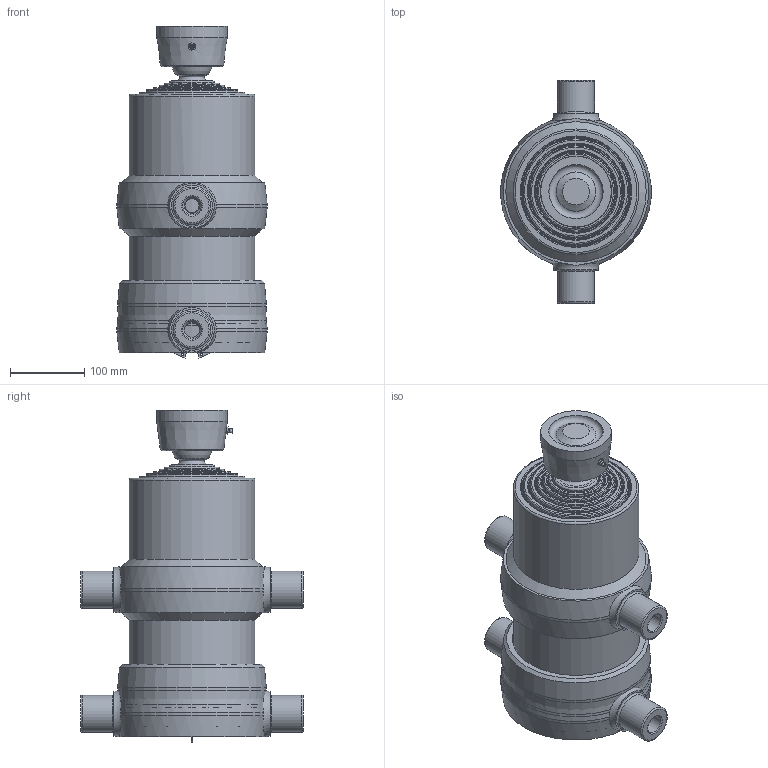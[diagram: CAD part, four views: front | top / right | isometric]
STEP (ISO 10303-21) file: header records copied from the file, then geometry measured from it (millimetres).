
FILE_DESCRIPTION( ( 'Unknown' ), '1' );
FILE_NAME( '6020S.stp', 'Unknown', ( 'Unknown' ), ( 'Unknown' ), 'PSStep 14.0', 'Unknown', ' ' );
FILE_SCHEMA( ( 'AUTOMOTIVE_DESIGN { 1 0 10303 214 1 1 1 1 }' ) );
Length unit declared in the file: millimetre
Products named in the file (18): 548; Assem1; 4070; 2247; 2388; 2248; Saldatura d'angolo 1-oa0; 2605; 4070-oa1; 2539; 4069; 4064; 4198; 4197; 4196; 4122
Bounding box: 202.3 x 300 x 446.89 mm (x, y, z)
Volume: 18563055.7 mm3; surface area: 4132000.9 mm2
Topology: 38 solids, 38 shells, 858 faces, 1830 edges, 1154 vertices
Faces by surface type: cylinder 263, plane 241, torus 199, cone 132, sphere 20, bspline 3
Full cylindrical faces by diameter (mm): 0 x3, 3.2 x6, 5 x4, 6.647 x3, 8 x3, 19 x3, 20 x2, 20.376 x3, 25 x3, 31 x2, 50 x6, 52 x3, 60 x2, 61 x6, 64 x2, 65.8 x2, 66 x4, 67.2 x2, 69 x2, 75 x5, 75.2 x6, 76 x6, 78 x3, 79 x2, 80.8 x2, 81 x4, 82.2 x2, 84 x2, 90 x2, 91 x6
Entity records: 12210 total; most frequent: CARTESIAN_POINT 2535, DIRECTION 1553, ORIENTED_EDGE 988, AXIS2_PLACEMENT_3D 735, EDGE_LOOP 662, FACE_OUTER_BOUND 530, EDGE_CURVE 494, VERTEX_POINT 428
